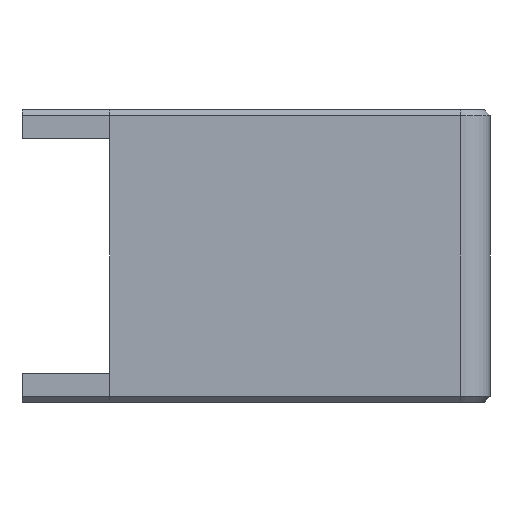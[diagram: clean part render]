
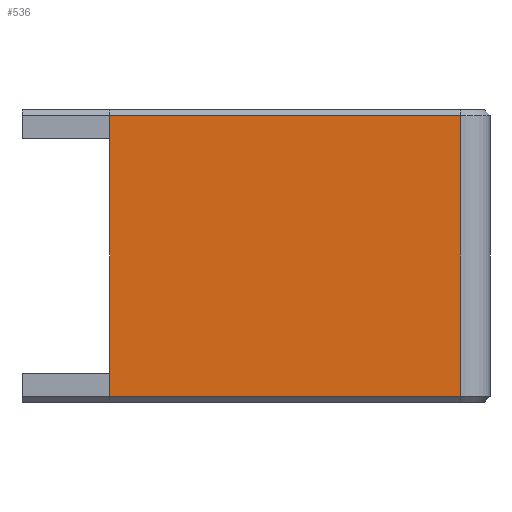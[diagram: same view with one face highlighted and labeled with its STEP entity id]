
A CAD part, left-side view. The second image highlights one B-rep face of the part: STEP entity #536.
In plain terms, the highlighted planar face has unit normal (-1, 0, 0).
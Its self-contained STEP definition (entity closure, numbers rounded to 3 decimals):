
#229 = VERTEX_POINT('',#230);
#230 = CARTESIAN_POINT('',(-42.5,40.,-20.));
#238 = VERTEX_POINT('',#239);
#239 = CARTESIAN_POINT('',(-42.5,40.,20.));
#245 = EDGE_CURVE('',#229,#238,#246,.T.);
#246 = LINE('',#247,#248);
#247 = CARTESIAN_POINT('',(-42.5,40.,-25.));
#248 = VECTOR('',#249,1.);
#249 = DIRECTION('',(0.,0.,1.));
#405 = VERTEX_POINT('',#406);
#406 = CARTESIAN_POINT('',(-42.5,-20.,-24.));
#429 = EDGE_CURVE('',#405,#430,#432,.T.);
#430 = VERTEX_POINT('',#431);
#431 = CARTESIAN_POINT('',(-42.5,40.,-24.));
#432 = LINE('',#433,#434);
#433 = CARTESIAN_POINT('',(-42.5,-20.,-24.));
#434 = VECTOR('',#435,1.);
#435 = DIRECTION('',(0.,1.,0.));
#536 = ADVANCED_FACE('',(#537),#569,.T.);
#537 = FACE_BOUND('',#538,.T.);
#538 = EDGE_LOOP('',(#539,#547,#555,#561,#562,#568));
#539 = ORIENTED_EDGE('',*,*,#540,.T.);
#540 = EDGE_CURVE('',#405,#541,#543,.T.);
#541 = VERTEX_POINT('',#542);
#542 = CARTESIAN_POINT('',(-42.5,-20.,24.));
#543 = LINE('',#544,#545);
#544 = CARTESIAN_POINT('',(-42.5,-20.,-25.));
#545 = VECTOR('',#546,1.);
#546 = DIRECTION('',(0.,0.,1.));
#547 = ORIENTED_EDGE('',*,*,#548,.T.);
#548 = EDGE_CURVE('',#541,#549,#551,.T.);
#549 = VERTEX_POINT('',#550);
#550 = CARTESIAN_POINT('',(-42.5,40.,24.));
#551 = LINE('',#552,#553);
#552 = CARTESIAN_POINT('',(-42.5,-20.,24.));
#553 = VECTOR('',#554,1.);
#554 = DIRECTION('',(0.,1.,0.));
#555 = ORIENTED_EDGE('',*,*,#556,.F.);
#556 = EDGE_CURVE('',#238,#549,#557,.T.);
#557 = LINE('',#558,#559);
#558 = CARTESIAN_POINT('',(-42.5,40.,-25.));
#559 = VECTOR('',#560,1.);
#560 = DIRECTION('',(0.,0.,1.));
#561 = ORIENTED_EDGE('',*,*,#245,.F.);
#562 = ORIENTED_EDGE('',*,*,#563,.F.);
#563 = EDGE_CURVE('',#430,#229,#564,.T.);
#564 = LINE('',#565,#566);
#565 = CARTESIAN_POINT('',(-42.5,40.,-25.));
#566 = VECTOR('',#567,1.);
#567 = DIRECTION('',(0.,0.,1.));
#568 = ORIENTED_EDGE('',*,*,#429,.F.);
#569 = PLANE('',#570);
#570 = AXIS2_PLACEMENT_3D('',#571,#572,#573);
#571 = CARTESIAN_POINT('',(-42.5,-20.,-25.));
#572 = DIRECTION('',(-1.,0.,0.));
#573 = DIRECTION('',(0.,1.,0.));
